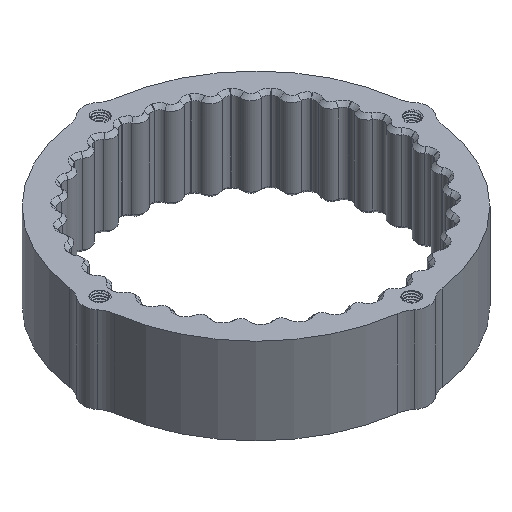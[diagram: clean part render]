
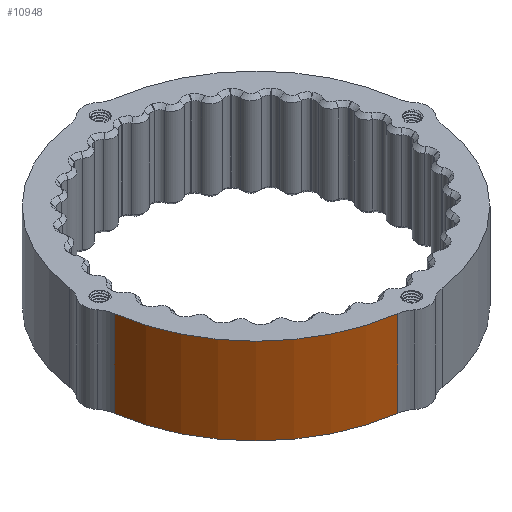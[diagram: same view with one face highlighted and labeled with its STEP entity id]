
A CAD part, isometric view. The second image highlights one B-rep face of the part: STEP entity #10948.
In plain terms, the highlighted cylindrical face has radius 34.5 mm (diameter 69 mm), a partial arc.
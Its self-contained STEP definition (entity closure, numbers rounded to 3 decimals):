
#862=FACE_OUTER_BOUND('',#1526,.T.);
#1526=EDGE_LOOP('',(#9193,#9194,#9195,#9196));
#1956=CIRCLE('',#11791,34.5);
#2164=CIRCLE('',#12148,34.5);
#3251=LINE('',#29347,#3863);
#3252=LINE('',#29349,#3864);
#3863=VECTOR('',#15049,10.);
#3864=VECTOR('',#15052,10.);
#4725=VERTEX_POINT('',#27594);
#4726=VERTEX_POINT('',#27596);
#4940=VERTEX_POINT('',#28802);
#4941=VERTEX_POINT('',#28804);
#6151=EDGE_CURVE('',#4726,#4725,#1956,.T.);
#6515=EDGE_CURVE('',#4941,#4940,#2164,.T.);
#6539=EDGE_CURVE('',#4726,#4940,#3251,.T.);
#6540=EDGE_CURVE('',#4941,#4725,#3252,.T.);
#9193=ORIENTED_EDGE('',*,*,#6151,.T.);
#9194=ORIENTED_EDGE('',*,*,#6540,.F.);
#9195=ORIENTED_EDGE('',*,*,#6515,.T.);
#9196=ORIENTED_EDGE('',*,*,#6539,.F.);
#10318=CYLINDRICAL_SURFACE('',#12164,34.5);
#10948=ADVANCED_FACE('',(#862),#10318,.T.);
#11791=AXIS2_PLACEMENT_3D('',#27597,#14152,#14153);
#12148=AXIS2_PLACEMENT_3D('',#28805,#15014,#15015);
#12164=AXIS2_PLACEMENT_3D('',#29348,#15050,#15051);
#14152=DIRECTION('center_axis',(0.,0.,1.));
#14153=DIRECTION('ref_axis',(1.,0.,0.));
#15014=DIRECTION('center_axis',(0.,0.,-1.));
#15015=DIRECTION('ref_axis',(1.,0.,0.));
#15049=DIRECTION('',(0.,0.,1.));
#15050=DIRECTION('center_axis',(0.,0.,1.));
#15051=DIRECTION('ref_axis',(1.,0.,0.));
#15052=DIRECTION('',(0.,0.,-1.));
#27594=CARTESIAN_POINT('',(-4.632,-34.188,-9.));
#27596=CARTESIAN_POINT('',(-34.188,-4.632,-9.));
#27597=CARTESIAN_POINT('Origin',(0.,0.,-9.));
#28802=CARTESIAN_POINT('',(-34.188,-4.632,9.));
#28804=CARTESIAN_POINT('',(-4.632,-34.188,9.));
#28805=CARTESIAN_POINT('Origin',(0.,0.,9.));
#29347=CARTESIAN_POINT('',(-34.188,-4.632,0.));
#29348=CARTESIAN_POINT('Origin',(0.,0.,0.));
#29349=CARTESIAN_POINT('',(-4.632,-34.188,0.));
